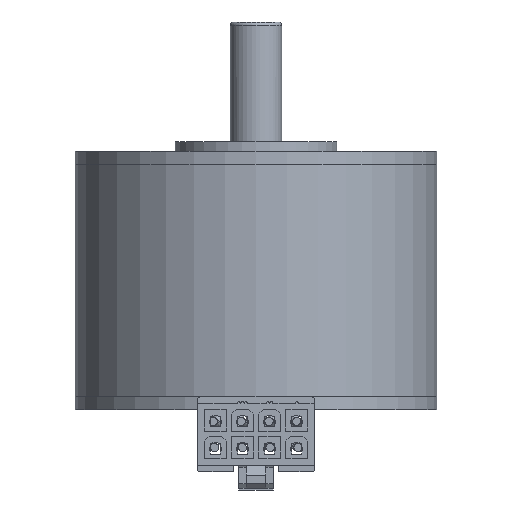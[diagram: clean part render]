
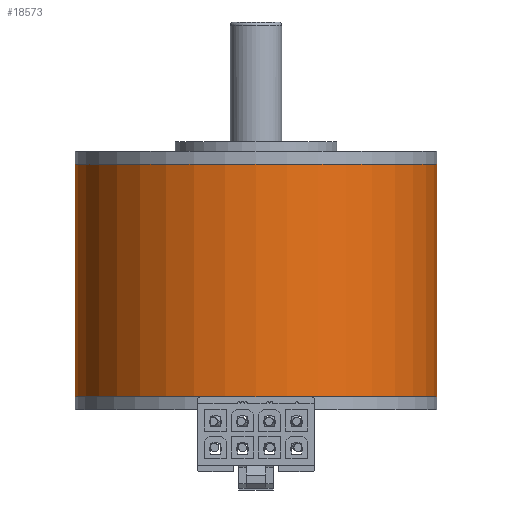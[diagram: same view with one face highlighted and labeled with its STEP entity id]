
A CAD part, front view. The second image highlights one B-rep face of the part: STEP entity #18573.
In plain terms, the highlighted cylindrical face has radius 28 mm (diameter 56 mm), a partial arc.
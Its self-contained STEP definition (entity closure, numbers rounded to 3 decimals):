
#463 = LINE ( 'NONE', #14341, #17531 ) ;
#605 = CARTESIAN_POINT ( 'NONE',  ( 0., 0., -21. ) ) ;
#1123 = DIRECTION ( 'NONE',  ( 0., 0., -1. ) ) ;
#1616 = CARTESIAN_POINT ( 'NONE',  ( 28., 0., -21. ) ) ;
#2337 = DIRECTION ( 'NONE',  ( -1., 0., 0. ) ) ;
#3040 = VERTEX_POINT ( 'NONE', #11517 ) ;
#4130 = FACE_OUTER_BOUND ( 'NONE', #11068, .T. ) ;
#4489 = DIRECTION ( 'NONE',  ( 0., 0., -1. ) ) ;
#5823 = CYLINDRICAL_SURFACE ( 'NONE', #9584, 28. ) ;
#6681 = CARTESIAN_POINT ( 'NONE',  ( -28., 0., 15. ) ) ;
#7048 = ORIENTED_EDGE ( 'NONE', *, *, #21896, .F. ) ;
#7071 = CIRCLE ( 'NONE', #10356, 28. ) ;
#7978 = VERTEX_POINT ( 'NONE', #13738 ) ;
#8285 = ORIENTED_EDGE ( 'NONE', *, *, #19117, .T. ) ;
#9311 = ORIENTED_EDGE ( 'NONE', *, *, #9986, .T. ) ;
#9584 = AXIS2_PLACEMENT_3D ( 'NONE', #605, #12130, #20896 ) ;
#9723 = CARTESIAN_POINT ( 'NONE',  ( 0., 0., -21. ) ) ;
#9986 = EDGE_CURVE ( 'NONE', #7978, #18437, #7071, .T. ) ;
#10356 = AXIS2_PLACEMENT_3D ( 'NONE', #13180, #1123, #13405 ) ;
#10699 = DIRECTION ( 'NONE',  ( 0., 0., -1. ) ) ;
#10838 = ORIENTED_EDGE ( 'NONE', *, *, #19767, .F. ) ;
#11068 = EDGE_LOOP ( 'NONE', ( #7048, #9311, #8285, #10838 ) ) ;
#11517 = CARTESIAN_POINT ( 'NONE',  ( -28., 0., -21. ) ) ;
#12130 = DIRECTION ( 'NONE',  ( 0., 0., -1. ) ) ;
#12586 = LINE ( 'NONE', #12695, #20624 ) ;
#12695 = CARTESIAN_POINT ( 'NONE',  ( 28., 0., -21. ) ) ;
#13180 = CARTESIAN_POINT ( 'NONE',  ( 0., 0., 15. ) ) ;
#13405 = DIRECTION ( 'NONE',  ( -1., 0., 0. ) ) ;
#13738 = CARTESIAN_POINT ( 'NONE',  ( 28., 0., 15. ) ) ;
#14341 = CARTESIAN_POINT ( 'NONE',  ( -28., 0., -21. ) ) ;
#16100 = CIRCLE ( 'NONE', #19744, 28. ) ;
#17531 = VECTOR ( 'NONE', #10699, 1000. ) ;
#18437 = VERTEX_POINT ( 'NONE', #6681 ) ;
#18573 = ADVANCED_FACE ( 'NONE', ( #4130 ), #5823, .T. ) ;
#18889 = VERTEX_POINT ( 'NONE', #1616 ) ;
#19117 = EDGE_CURVE ( 'NONE', #18437, #3040, #463, .T. ) ;
#19534 = DIRECTION ( 'NONE',  ( 0., 0., -1. ) ) ;
#19744 = AXIS2_PLACEMENT_3D ( 'NONE', #9723, #4489, #2337 ) ;
#19767 = EDGE_CURVE ( 'NONE', #18889, #3040, #16100, .T. ) ;
#20624 = VECTOR ( 'NONE', #19534, 1000. ) ;
#20896 = DIRECTION ( 'NONE',  ( -1., 0., 0. ) ) ;
#21896 = EDGE_CURVE ( 'NONE', #7978, #18889, #12586, .T. ) ;
